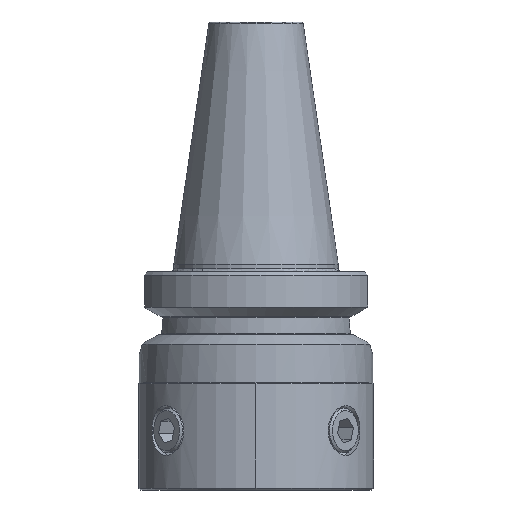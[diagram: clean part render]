
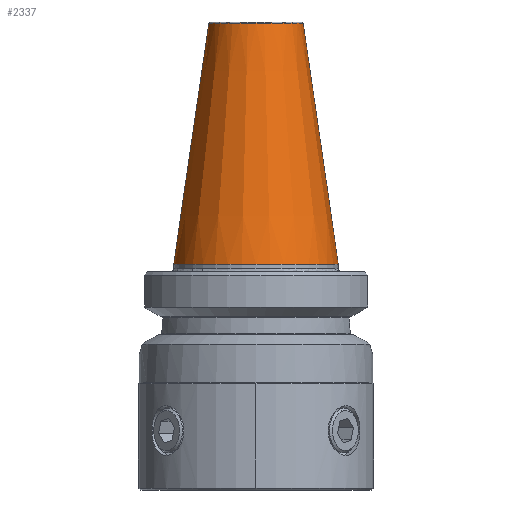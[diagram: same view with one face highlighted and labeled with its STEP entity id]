
A CAD part, front view. The second image highlights one B-rep face of the part: STEP entity #2337.
In plain terms, the highlighted conical face has half-angle 8.297 degrees and reference radius 12.017 mm.
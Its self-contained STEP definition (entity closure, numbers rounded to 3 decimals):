
#1441=EDGE_CURVE('NONE',#1547,#2503,#4049,.T.);
#1547=VERTEX_POINT('NONE',#4163);
#2273=EDGE_CURVE('NONE',#3627,#1547,#4964,.T.);
#2337=ADVANCED_FACE('NONE',(#5036),#5037,.T.);
#2433=EDGE_CURVE('NONE',#3627,#2901,#5140,.T.);
#2503=VERTEX_POINT('NONE',#5225);
#2861=EDGE_CURVE('NONE',#2503,#2901,#5631,.F.);
#2901=VERTEX_POINT('NONE',#5675);
#3627=VERTEX_POINT('NONE',#6480);
#4049=LINE('',#6993,#6994);
#4163=CARTESIAN_POINT('',(12.736,0.,65.07));
#4964=CIRCLE('',#8759,12.736);
#5036=FACE_OUTER_BOUND('',#8921,.T.);
#5037=CONICAL_SURFACE('',#8922,12.017,0.145);
#5140=LINE('',#9088,#9089);
#5225=CARTESIAN_POINT('',(22.225,0.,0.0));
#5631=CIRCLE('',#10063,22.225);
#5675=CARTESIAN_POINT('',(-22.225,0.,0.0));
#6480=CARTESIAN_POINT('',(-12.736,0.,65.07));
#6993=CARTESIAN_POINT('',(12.017,0.,70.0));
#6994=VECTOR('',#12311,1000.0);
#8759=AXIS2_PLACEMENT_3D('',#13338,#13339,#13340);
#8921=EDGE_LOOP('',(#13424,#13425,#13426,#13427));
#8922=AXIS2_PLACEMENT_3D('',#13428,#13429,#13430);
#9088=CARTESIAN_POINT('',(-12.017,0.,70.0));
#9089=VECTOR('',#13518,1000.0);
#10063=AXIS2_PLACEMENT_3D('',#14164,#14165,#14166);
#12311=DIRECTION('',(0.144,0.,-0.99));
#13338=CARTESIAN_POINT('',(0.0,0.0,65.07));
#13339=DIRECTION('',(0.0,0.0,1.0));
#13340=DIRECTION('',(1.0,0.,-0.0));
#13424=ORIENTED_EDGE('',*,*,#2273,.F.);
#13425=ORIENTED_EDGE('',*,*,#2433,.T.);
#13426=ORIENTED_EDGE('',*,*,#2861,.F.);
#13427=ORIENTED_EDGE('',*,*,#1441,.F.);
#13428=CARTESIAN_POINT('',(0.0,0.0,70.0));
#13429=DIRECTION('',(-0.0,-0.0,-1.0));
#13430=DIRECTION('',(1.0,0.,-0.0));
#13518=DIRECTION('',(-0.144,0.,-0.99));
#14164=CARTESIAN_POINT('',(0.0,0.0,0.0));
#14165=DIRECTION('',(0.0,0.0,1.0));
#14166=DIRECTION('',(-1.0,0.,0.0));
